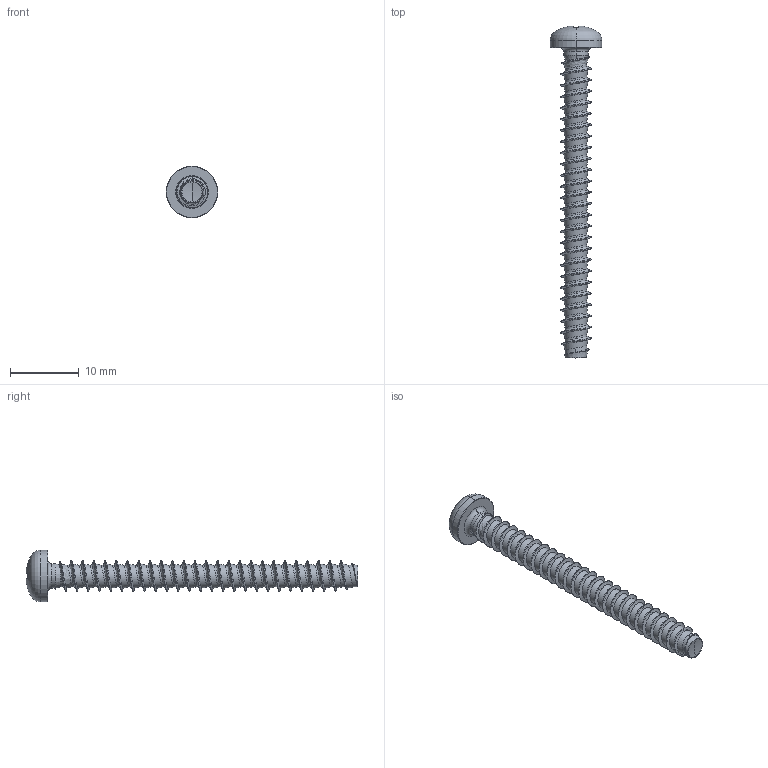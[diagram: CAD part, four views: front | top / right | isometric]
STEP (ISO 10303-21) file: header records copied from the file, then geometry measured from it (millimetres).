
FILE_DESCRIPTION (( 'STEP AP203' ), '1' );
FILE_NAME ('STP320450450.STEP', '2017-08-15T14:41:37', ( '' ), ( '' ), 'SwSTEP 2.0', 'SolidWorks 2015', '' );
FILE_SCHEMA (( 'CONFIG_CONTROL_DESIGN' ));
Products named in the file (1): STP320450450
Bounding box: 7.5 x 48.15 x 7.5 mm (x, y, z)
Volume: 525.3 mm3; surface area: 897.5 mm2
Topology: 1 solids, 1 shells, 216 faces, 519 edges, 305 vertices
Faces by surface type: cylinder 79, bspline 51, torus 28, sphere 28, plane 22, cone 8
Entity records: 39601 total; most frequent: CARTESIAN_POINT 35093, ORIENTED_EDGE 1034, DIRECTION 817, EDGE_CURVE 517, AXIS2_PLACEMENT_3D 353, VERTEX_POINT 305, EDGE_LOOP 218, ADVANCED_FACE 216
